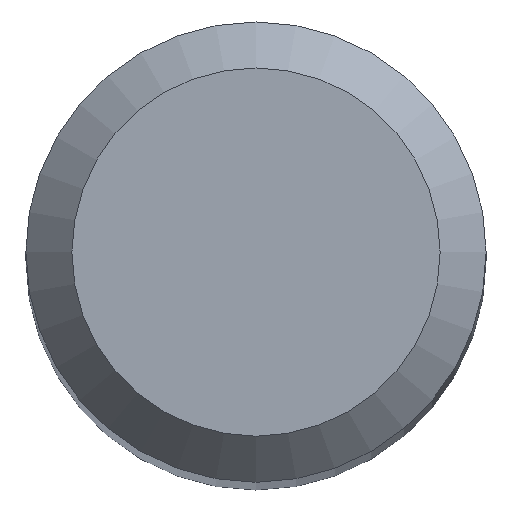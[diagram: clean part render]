
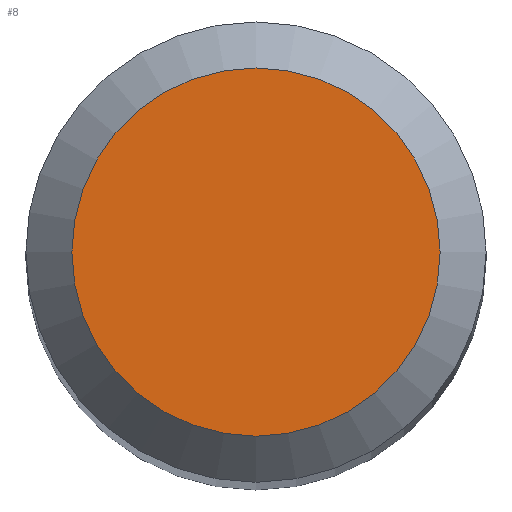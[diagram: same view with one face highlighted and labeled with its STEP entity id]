
A CAD part, top view. The second image highlights one B-rep face of the part: STEP entity #8.
In plain terms, the highlighted planar face has unit normal (0, 0, 1).
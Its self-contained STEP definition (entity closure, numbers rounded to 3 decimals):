
#8 = ADVANCED_FACE ( 'NONE', ( #166 ), #228, .F. ) ;
#27 = DIRECTION ( 'NONE',  ( 0., 0., -1. ) ) ;
#33 = EDGE_LOOP ( 'NONE', ( #183 ) ) ;
#45 = CARTESIAN_POINT ( 'NONE',  ( 0., 0., 38. ) ) ;
#62 = CIRCLE ( 'NONE', #172, 1.2 ) ;
#80 = DIRECTION ( 'NONE',  ( 0., 1., 0. ) ) ;
#84 = DIRECTION ( 'NONE',  ( 0., 1., 0. ) ) ;
#89 = VERTEX_POINT ( 'NONE', #146 ) ;
#96 = AXIS2_PLACEMENT_3D ( 'NONE', #157, #27, #84 ) ;
#120 = EDGE_CURVE ( 'NONE', #89, #89, #62, .T. ) ;
#146 = CARTESIAN_POINT ( 'NONE',  ( 0., 1.2, 38. ) ) ;
#157 = CARTESIAN_POINT ( 'NONE',  ( 0., 0., 38. ) ) ;
#166 = FACE_OUTER_BOUND ( 'NONE', #33, .T. ) ;
#172 = AXIS2_PLACEMENT_3D ( 'NONE', #45, #188, #80 ) ;
#183 = ORIENTED_EDGE ( 'NONE', *, *, #120, .F. ) ;
#188 = DIRECTION ( 'NONE',  ( 0., 0., -1. ) ) ;
#228 = PLANE ( 'NONE',  #96 ) ;
